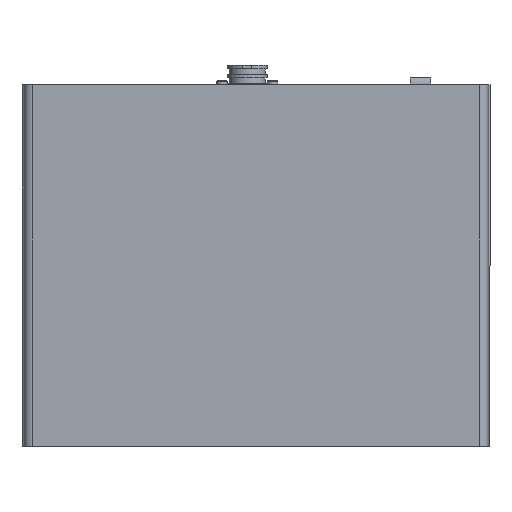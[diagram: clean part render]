
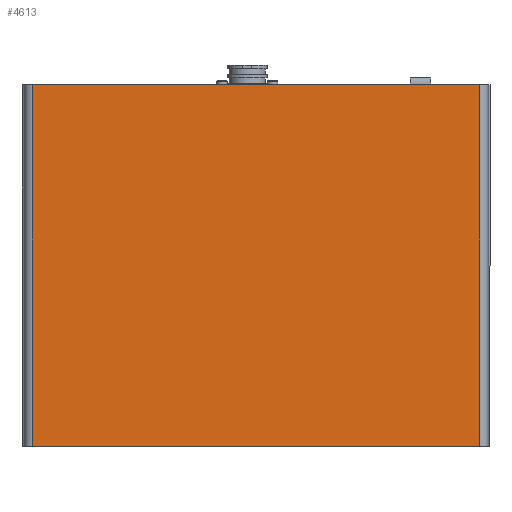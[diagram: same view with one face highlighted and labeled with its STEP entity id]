
A CAD part, top view. The second image highlights one B-rep face of the part: STEP entity #4613.
In plain terms, the highlighted planar face has unit normal (0, 0, 1).
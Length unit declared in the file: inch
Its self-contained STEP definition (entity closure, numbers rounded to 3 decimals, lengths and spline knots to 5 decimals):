
#3416=CARTESIAN_POINT('',(-7.6909,0.2,2.5));
#3417=VERTEX_POINT('',#3416);
#3425=CARTESIAN_POINT('',(0.0393,0.2,2.5));
#3426=VERTEX_POINT('',#3425);
#3427=CARTESIAN_POINT('',(0.0393,0.2,2.5));
#3428=DIRECTION('',(-1.0,0.0,0.0));
#3429=VECTOR('',#3428,7.7302);
#3430=LINE('',#3427,#3429);
#3431=EDGE_CURVE('',#3426,#3417,#3430,.T.);
#4209=CARTESIAN_POINT('',(0.0393,-6.05,2.5));
#4210=VERTEX_POINT('',#4209);
#4218=CARTESIAN_POINT('',(-7.6909,-6.05,2.5));
#4219=VERTEX_POINT('',#4218);
#4220=CARTESIAN_POINT('',(-7.6909,-6.05,2.5));
#4221=DIRECTION('',(1.0,0.0,0.0));
#4222=VECTOR('',#4221,7.7302);
#4223=LINE('',#4220,#4222);
#4224=EDGE_CURVE('',#4219,#4210,#4223,.T.);
#4586=CARTESIAN_POINT('',(0.0393,-6.05,2.5));
#4587=DIRECTION('',(0.0,1.0,0.0));
#4588=VECTOR('',#4587,6.25);
#4589=LINE('',#4586,#4588);
#4590=EDGE_CURVE('',#4210,#3426,#4589,.T.);
#4597=CARTESIAN_POINT('',(0.0393,-6.05,2.5));
#4598=DIRECTION('',(0.0,0.0,1.0));
#4599=DIRECTION('',(0.0,-1.0,0.0));
#4600=AXIS2_PLACEMENT_3D('',#4597,#4598,#4599);
#4601=PLANE('',#4600);
#4602=ORIENTED_EDGE('',*,*,#3431,.T.);
#4603=CARTESIAN_POINT('',(-7.6909,-6.05,2.5));
#4604=DIRECTION('',(0.0,1.0,0.0));
#4605=VECTOR('',#4604,6.25);
#4606=LINE('',#4603,#4605);
#4607=EDGE_CURVE('',#4219,#3417,#4606,.T.);
#4608=ORIENTED_EDGE('',*,*,#4607,.F.);
#4609=ORIENTED_EDGE('',*,*,#4224,.T.);
#4610=ORIENTED_EDGE('',*,*,#4590,.T.);
#4611=EDGE_LOOP('',(#4602,#4608,#4609,#4610));
#4612=FACE_OUTER_BOUND('',#4611,.T.);
#4613=ADVANCED_FACE('',(#4612),#4601,.T.);
